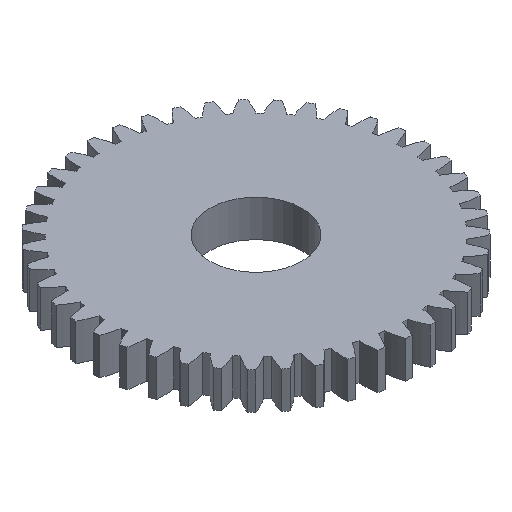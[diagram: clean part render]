
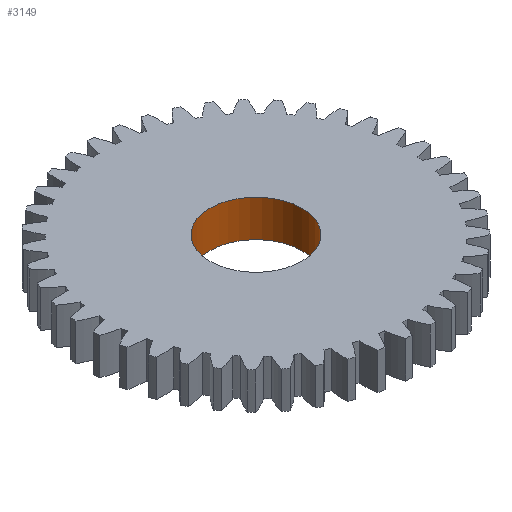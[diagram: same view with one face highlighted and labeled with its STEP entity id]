
A CAD part, isometric view. The second image highlights one B-rep face of the part: STEP entity #3149.
In plain terms, the highlighted cylindrical face has radius 12.5 mm (diameter 25 mm), a full revolution.
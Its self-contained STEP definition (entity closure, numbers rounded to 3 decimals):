
#19=FACE_OUTER_BOUND('',#194,.T.);
#194=EDGE_LOOP('',(#1934,#1935,#1936,#1937,#1938,#1939));
#371=LINE('',#5095,#544);
#544=VECTOR('',#3875,12.5);
#717=CIRCLE('',#3345,12.5);
#718=CIRCLE('',#3346,12.5);
#719=CIRCLE('',#3347,12.5);
#720=CIRCLE('',#3348,12.5);
#1065=VERTEX_POINT('',#5090);
#1066=VERTEX_POINT('',#5091);
#1067=VERTEX_POINT('',#5094);
#1068=VERTEX_POINT('',#5096);
#1413=EDGE_CURVE('',#1065,#1066,#717,.T.);
#1414=EDGE_CURVE('',#1066,#1065,#718,.T.);
#1415=EDGE_CURVE('',#1066,#1067,#371,.T.);
#1416=EDGE_CURVE('',#1068,#1067,#719,.T.);
#1417=EDGE_CURVE('',#1067,#1068,#720,.T.);
#1934=ORIENTED_EDGE('',*,*,#1413,.F.);
#1935=ORIENTED_EDGE('',*,*,#1414,.F.);
#1936=ORIENTED_EDGE('',*,*,#1415,.T.);
#1937=ORIENTED_EDGE('',*,*,#1416,.F.);
#1938=ORIENTED_EDGE('',*,*,#1417,.F.);
#1939=ORIENTED_EDGE('',*,*,#1415,.F.);
#2976=CYLINDRICAL_SURFACE('',#3344,12.5);
#3149=ADVANCED_FACE('',(#19),#2976,.F.);
#3344=AXIS2_PLACEMENT_3D('',#5089,#3869,#3870);
#3345=AXIS2_PLACEMENT_3D('',#5092,#3871,#3872);
#3346=AXIS2_PLACEMENT_3D('',#5093,#3873,#3874);
#3347=AXIS2_PLACEMENT_3D('',#5097,#3876,#3877);
#3348=AXIS2_PLACEMENT_3D('',#5098,#3878,#3879);
#3869=DIRECTION('center_axis',(0.,0.,-1.));
#3870=DIRECTION('ref_axis',(1.,0.,0.));
#3871=DIRECTION('center_axis',(0.,0.,-1.));
#3872=DIRECTION('ref_axis',(1.,0.,0.));
#3873=DIRECTION('center_axis',(0.,0.,-1.));
#3874=DIRECTION('ref_axis',(1.,0.,0.));
#3875=DIRECTION('',(0.,0.,-1.));
#3876=DIRECTION('center_axis',(0.,0.,1.));
#3877=DIRECTION('ref_axis',(1.,0.,0.));
#3878=DIRECTION('center_axis',(0.,0.,1.));
#3879=DIRECTION('ref_axis',(1.,0.,0.));
#5089=CARTESIAN_POINT('Origin',(0.,0.,10.));
#5090=CARTESIAN_POINT('',(12.5,0.,10.));
#5091=CARTESIAN_POINT('',(-12.5,0.,10.));
#5092=CARTESIAN_POINT('Origin',(0.,0.,10.));
#5093=CARTESIAN_POINT('Origin',(0.,0.,10.));
#5094=CARTESIAN_POINT('',(-12.5,0.,0.));
#5095=CARTESIAN_POINT('',(-12.5,0.,10.));
#5096=CARTESIAN_POINT('',(12.5,0.,0.));
#5097=CARTESIAN_POINT('Origin',(0.,0.,0.));
#5098=CARTESIAN_POINT('Origin',(0.,0.,0.));
